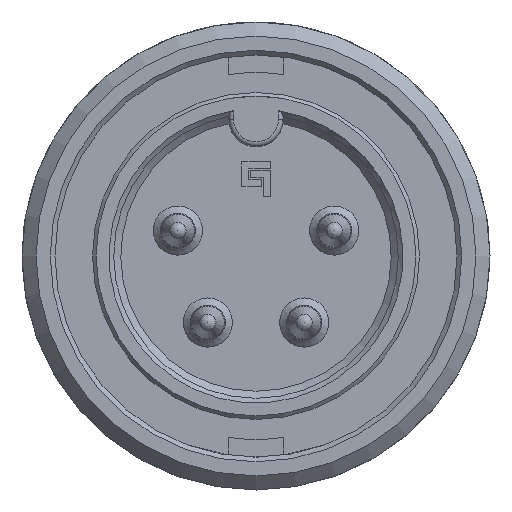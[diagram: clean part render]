
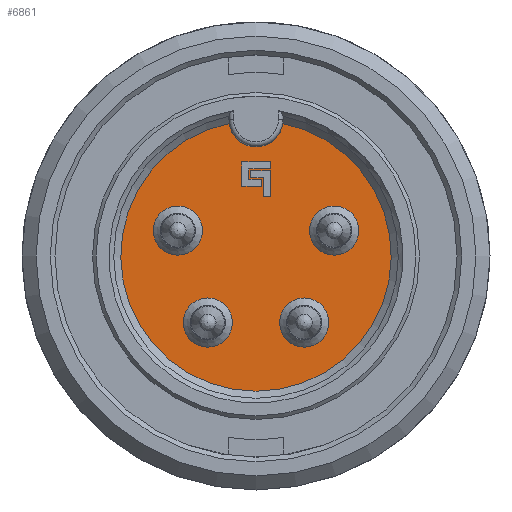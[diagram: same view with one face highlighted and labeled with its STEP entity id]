
A CAD part, left-side view. The second image highlights one B-rep face of the part: STEP entity #6861.
In plain terms, the highlighted planar face has unit normal (-1, 0, 0).
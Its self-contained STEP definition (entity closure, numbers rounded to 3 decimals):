
#548=PLANE('',#7280);
#1119=LINE('',#11279,#1759);
#1120=LINE('',#11281,#1760);
#1121=LINE('',#11283,#1761);
#1122=LINE('',#11285,#1762);
#1123=LINE('',#11287,#1763);
#1124=LINE('',#11288,#1764);
#1125=LINE('',#11291,#1765);
#1126=LINE('',#11293,#1766);
#1127=LINE('',#11295,#1767);
#1128=LINE('',#11297,#1768);
#1129=LINE('',#11299,#1769);
#1130=LINE('',#11301,#1770);
#1131=LINE('',#11303,#1771);
#1132=LINE('',#11304,#1772);
#1759=VECTOR('',#8591,1.);
#1760=VECTOR('',#8592,1.);
#1761=VECTOR('',#8593,1.);
#1762=VECTOR('',#8594,1.);
#1763=VECTOR('',#8595,1.);
#1764=VECTOR('',#8596,1.);
#1765=VECTOR('',#8597,1.);
#1766=VECTOR('',#8598,1.);
#1767=VECTOR('',#8599,1.);
#1768=VECTOR('',#8600,1.);
#1769=VECTOR('',#8601,1.);
#1770=VECTOR('',#8602,1.);
#1771=VECTOR('',#8603,1.);
#1772=VECTOR('',#8604,1.);
#1928=CIRCLE('',#7281,1.15);
#1929=CIRCLE('',#7282,5.75);
#1930=CIRCLE('',#7283,1.045);
#1931=CIRCLE('',#7284,1.045);
#1932=CIRCLE('',#7285,1.045);
#1933=CIRCLE('',#7286,1.045);
#2019=FACE_BOUND('',#2667,.T.);
#2020=FACE_BOUND('',#2668,.T.);
#2021=FACE_BOUND('',#2669,.T.);
#2022=FACE_BOUND('',#2670,.T.);
#2023=FACE_BOUND('',#2671,.T.);
#2024=FACE_BOUND('',#2672,.T.);
#2296=FACE_OUTER_BOUND('',#2666,.T.);
#2666=EDGE_LOOP('',(#6088,#6089));
#2667=EDGE_LOOP('',(#6090));
#2668=EDGE_LOOP('',(#6091));
#2669=EDGE_LOOP('',(#6092));
#2670=EDGE_LOOP('',(#6093));
#2671=EDGE_LOOP('',(#6094,#6095,#6096,#6097,#6098,#6099));
#2672=EDGE_LOOP('',(#6100,#6101,#6102,#6103,#6104,#6105,#6106,#6107));
#3330=VERTEX_POINT('',#11265);
#3331=VERTEX_POINT('',#11266);
#3332=VERTEX_POINT('',#11269);
#3333=VERTEX_POINT('',#11271);
#3334=VERTEX_POINT('',#11273);
#3335=VERTEX_POINT('',#11275);
#3336=VERTEX_POINT('',#11277);
#3337=VERTEX_POINT('',#11278);
#3338=VERTEX_POINT('',#11280);
#3339=VERTEX_POINT('',#11282);
#3340=VERTEX_POINT('',#11284);
#3341=VERTEX_POINT('',#11286);
#3342=VERTEX_POINT('',#11289);
#3343=VERTEX_POINT('',#11290);
#3344=VERTEX_POINT('',#11292);
#3345=VERTEX_POINT('',#11294);
#3346=VERTEX_POINT('',#11296);
#3347=VERTEX_POINT('',#11298);
#3348=VERTEX_POINT('',#11300);
#3349=VERTEX_POINT('',#11302);
#4273=EDGE_CURVE('',#3330,#3331,#1928,.T.);
#4274=EDGE_CURVE('',#3331,#3330,#1929,.T.);
#4275=EDGE_CURVE('',#3332,#3332,#1930,.T.);
#4276=EDGE_CURVE('',#3333,#3333,#1931,.T.);
#4277=EDGE_CURVE('',#3334,#3334,#1932,.T.);
#4278=EDGE_CURVE('',#3335,#3335,#1933,.T.);
#4279=EDGE_CURVE('',#3336,#3337,#1119,.T.);
#4280=EDGE_CURVE('',#3338,#3336,#1120,.T.);
#4281=EDGE_CURVE('',#3339,#3338,#1121,.T.);
#4282=EDGE_CURVE('',#3340,#3339,#1122,.T.);
#4283=EDGE_CURVE('',#3341,#3340,#1123,.T.);
#4284=EDGE_CURVE('',#3337,#3341,#1124,.T.);
#4285=EDGE_CURVE('',#3342,#3343,#1125,.T.);
#4286=EDGE_CURVE('',#3343,#3344,#1126,.T.);
#4287=EDGE_CURVE('',#3344,#3345,#1127,.T.);
#4288=EDGE_CURVE('',#3345,#3346,#1128,.T.);
#4289=EDGE_CURVE('',#3346,#3347,#1129,.T.);
#4290=EDGE_CURVE('',#3347,#3348,#1130,.T.);
#4291=EDGE_CURVE('',#3348,#3349,#1131,.T.);
#4292=EDGE_CURVE('',#3349,#3342,#1132,.T.);
#6088=ORIENTED_EDGE('',*,*,#4273,.T.);
#6089=ORIENTED_EDGE('',*,*,#4274,.T.);
#6090=ORIENTED_EDGE('',*,*,#4275,.F.);
#6091=ORIENTED_EDGE('',*,*,#4276,.F.);
#6092=ORIENTED_EDGE('',*,*,#4277,.T.);
#6093=ORIENTED_EDGE('',*,*,#4278,.T.);
#6094=ORIENTED_EDGE('',*,*,#4279,.F.);
#6095=ORIENTED_EDGE('',*,*,#4280,.F.);
#6096=ORIENTED_EDGE('',*,*,#4281,.F.);
#6097=ORIENTED_EDGE('',*,*,#4282,.F.);
#6098=ORIENTED_EDGE('',*,*,#4283,.F.);
#6099=ORIENTED_EDGE('',*,*,#4284,.F.);
#6100=ORIENTED_EDGE('',*,*,#4285,.T.);
#6101=ORIENTED_EDGE('',*,*,#4286,.T.);
#6102=ORIENTED_EDGE('',*,*,#4287,.T.);
#6103=ORIENTED_EDGE('',*,*,#4288,.T.);
#6104=ORIENTED_EDGE('',*,*,#4289,.T.);
#6105=ORIENTED_EDGE('',*,*,#4290,.T.);
#6106=ORIENTED_EDGE('',*,*,#4291,.T.);
#6107=ORIENTED_EDGE('',*,*,#4292,.T.);
#6861=ADVANCED_FACE('',(#2296,#2019,#2020,#2021,#2022,#2023,#2024),#548,
 .F.);
#7280=AXIS2_PLACEMENT_3D('',#11264,#8577,#8578);
#7281=AXIS2_PLACEMENT_3D('',#11267,#8579,#8580);
#7282=AXIS2_PLACEMENT_3D('',#11268,#8581,#8582);
#7283=AXIS2_PLACEMENT_3D('',#11270,#8583,#8584);
#7284=AXIS2_PLACEMENT_3D('',#11272,#8585,#8586);
#7285=AXIS2_PLACEMENT_3D('',#11274,#8587,#8588);
#7286=AXIS2_PLACEMENT_3D('',#11276,#8589,#8590);
#8577=DIRECTION('center_axis',(1.,0.,0.));
#8578=DIRECTION('ref_axis',(0.,0.,-1.));
#8579=DIRECTION('center_axis',(1.,0.,0.));
#8580=DIRECTION('ref_axis',(0.,-1.,0.));
#8581=DIRECTION('center_axis',(-1.,0.,0.));
#8582=DIRECTION('ref_axis',(0.,0.,-1.));
#8583=DIRECTION('center_axis',(-1.,0.,0.));
#8584=DIRECTION('ref_axis',(0.,0.,1.));
#8585=DIRECTION('center_axis',(-1.,0.,0.));
#8586=DIRECTION('ref_axis',(0.,0.,1.));
#8587=DIRECTION('center_axis',(1.,0.,0.));
#8588=DIRECTION('ref_axis',(0.,0.,1.));
#8589=DIRECTION('center_axis',(1.,0.,0.));
#8590=DIRECTION('ref_axis',(0.,0.,1.));
#8591=DIRECTION('',(0.,0.,-1.));
#8592=DIRECTION('',(0.,-1.,0.));
#8593=DIRECTION('',(0.,0.,-1.));
#8594=DIRECTION('',(0.,1.,0.));
#8595=DIRECTION('',(0.,0.,1.));
#8596=DIRECTION('',(0.,-1.,0.));
#8597=DIRECTION('',(0.,0.,-1.));
#8598=DIRECTION('',(0.,-1.,0.));
#8599=DIRECTION('',(0.,0.,-1.));
#8600=DIRECTION('',(0.,1.,0.));
#8601=DIRECTION('',(0.,0.,1.));
#8602=DIRECTION('',(0.,-1.,0.));
#8603=DIRECTION('',(0.,0.,-1.));
#8604=DIRECTION('',(0.,1.,0.));
#11264=CARTESIAN_POINT('Origin',(8.7,0.,0.));
#11265=CARTESIAN_POINT('',(8.7,-1.138,5.636));
#11266=CARTESIAN_POINT('',(8.7,1.138,5.636));
#11267=CARTESIAN_POINT('Origin',(8.7,0.,5.8));
#11268=CARTESIAN_POINT('Origin',(8.7,0.,0.));
#11269=CARTESIAN_POINT('',(8.7,3.325,2.125));
#11270=CARTESIAN_POINT('Origin',(8.7,3.325,1.08));
#11271=CARTESIAN_POINT('',(8.7,2.05,-1.785));
#11272=CARTESIAN_POINT('Origin',(8.7,2.05,-2.83));
#11273=CARTESIAN_POINT('',(8.7,-3.325,2.125));
#11274=CARTESIAN_POINT('Origin',(8.7,-3.325,1.08));
#11275=CARTESIAN_POINT('',(8.7,-2.05,-1.785));
#11276=CARTESIAN_POINT('Origin',(8.7,-2.05,-2.83));
#11277=CARTESIAN_POINT('',(8.7,-0.315,3.33));
#11278=CARTESIAN_POINT('',(8.7,-0.315,2.51));
#11279=CARTESIAN_POINT('',(8.7,-0.315,3.33));
#11280=CARTESIAN_POINT('',(8.7,0.235,3.33));
#11281=CARTESIAN_POINT('',(8.7,0.235,3.33));
#11282=CARTESIAN_POINT('',(8.7,0.235,3.63));
#11283=CARTESIAN_POINT('',(8.7,0.235,3.63));
#11284=CARTESIAN_POINT('',(8.7,-0.615,3.63));
#11285=CARTESIAN_POINT('',(8.7,-0.615,3.63));
#11286=CARTESIAN_POINT('',(8.7,-0.615,2.51));
#11287=CARTESIAN_POINT('',(8.7,-0.615,2.51));
#11288=CARTESIAN_POINT('',(8.7,-0.315,2.51));
#11289=CARTESIAN_POINT('',(8.7,0.305,3.7));
#11290=CARTESIAN_POINT('',(8.7,0.305,3.26));
#11291=CARTESIAN_POINT('',(8.7,0.305,3.7));
#11292=CARTESIAN_POINT('',(8.7,-0.245,3.26));
#11293=CARTESIAN_POINT('',(8.7,0.305,3.26));
#11294=CARTESIAN_POINT('',(8.7,-0.245,2.96));
#11295=CARTESIAN_POINT('',(8.7,-0.245,3.26));
#11296=CARTESIAN_POINT('',(8.7,0.605,2.96));
#11297=CARTESIAN_POINT('',(8.7,-0.245,2.96));
#11298=CARTESIAN_POINT('',(8.7,0.605,4.));
#11299=CARTESIAN_POINT('',(8.7,0.605,2.96));
#11300=CARTESIAN_POINT('',(8.7,-0.625,4.));
#11301=CARTESIAN_POINT('',(8.7,0.605,4.));
#11302=CARTESIAN_POINT('',(8.7,-0.625,3.7));
#11303=CARTESIAN_POINT('',(8.7,-0.625,4.));
#11304=CARTESIAN_POINT('',(8.7,-0.625,3.7));
